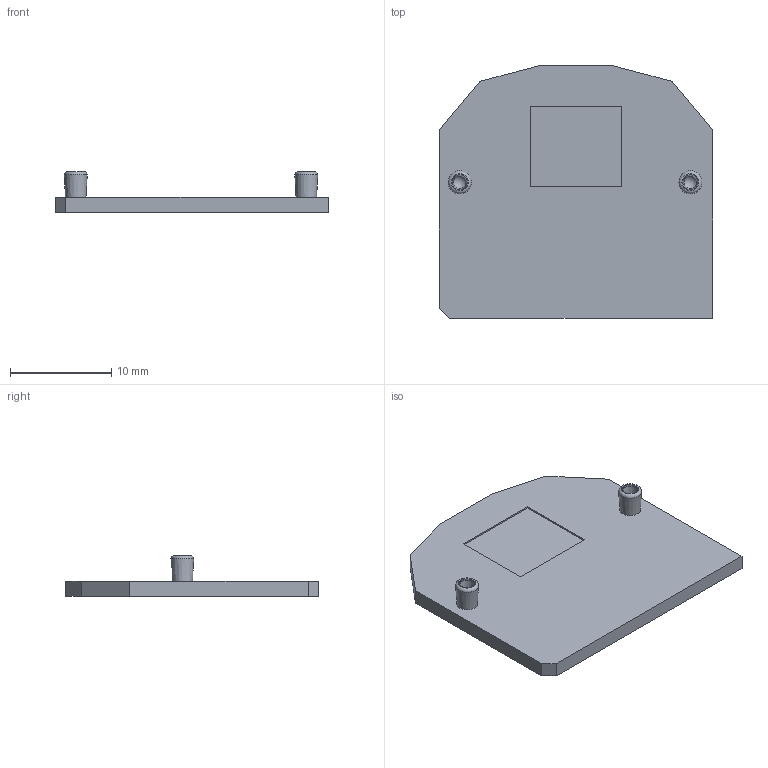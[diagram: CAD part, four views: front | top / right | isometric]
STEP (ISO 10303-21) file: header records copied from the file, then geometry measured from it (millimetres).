
FILE_DESCRIPTION(/* description */ (''),/* implementation_level */ '2;1');
FILE_NAME(/* name */ 'AP15-4.stp',/* time_stamp */ '2010-11-17T10:14:04+01:00',/* author */ (''),/* organization */ (''),/* preprocessor_version */ 'ST-DEVELOPER v11',/* originating_system */ 'SIEMENS UGS NX 6.0',/* authorisation */ '');
FILE_SCHEMA (('CONFIG_CONTROL_DESIGN'));
Length unit declared in the file: millimetre
Products named in the file (1): AP15-4
Bounding box: 27 x 25 x 4 mm (x, y, z)
Volume: 953.9 mm3; surface area: 1459.5 mm2
Topology: 1 solids, 1 shells, 28 faces, 67 edges, 46 vertices
Faces by surface type: plane 18, cone 4, torus 2, cylinder 2, sphere 2
Full cylindrical faces by diameter (mm): 1.5 x2
Entity records: 789 total; most frequent: DIRECTION 121, CARTESIAN_POINT 118, ORIENTED_EDGE 102, EDGE_CURVE 51, EDGE_LOOP 41, AXIS2_PLACEMENT_3D 41, LINE 39, VECTOR 39
